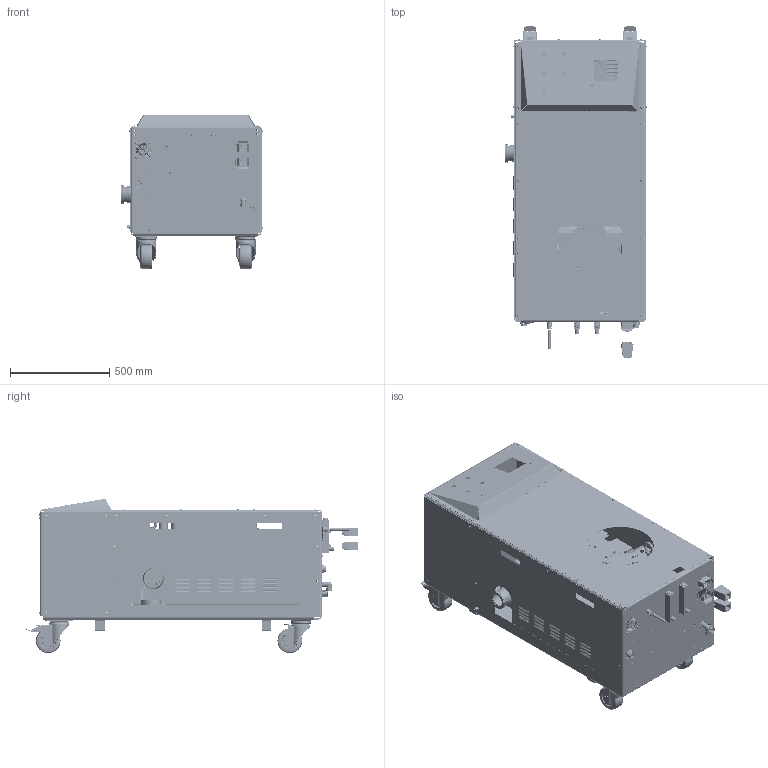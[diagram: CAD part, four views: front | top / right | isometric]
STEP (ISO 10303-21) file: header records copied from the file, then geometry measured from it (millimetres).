
FILE_DESCRIPTION(('STEP AP203'), '1');
FILE_NAME('Äëÿ ïîòðåáèòåëÿ ÍÂÂ-650Ì', '', ('UNSPECIFIED'), ('UNSPECIFIED'), 'C3D Converter', 'C3D Toolkit', '');
FILE_SCHEMA(('CONFIG_CONTROL_DESIGN'));
Length unit declared in the file: millimetre
Bounding box: 713.3 x 1675.26 x 778.67 mm (x, y, z)
Surface area: 10779277.5 mm2 (no closed solid volume)
Topology: 0 solids, 1488 shells, 1488 faces, 13179 edges, 12759 vertices
Faces by surface type: plane 721, cylinder 406, torus 122, bspline 106, cone 75, sphere 58
Full cylindrical faces by diameter (mm): 1.5 x3, 2 x2, 2.459 x2, 4 x2, 4.917 x1, 5 x2, 6 x5, 6.647 x1, 7 x3, 8 x4, 9 x2, 9.5 x1, 10 x34, 11.835 x4, 12 x7, 13 x13, 13.835 x3, 15 x3, 15.2 x1, 16 x4, 17 x4, 19 x1, 20 x2, 20.955 x4, 21 x1, 22 x2, 22.5 x2, 24 x1, 24.118 x3, 24.3 x1
Entity records: 251872 total; most frequent: CARTESIAN_POINT 141910, DIRECTION 14769, ORIENTED_EDGE 12749, EDGE_CURVE 12749, VERTEX_POINT 12749, LINE 5667, VECTOR 5667, AXIS2_PLACEMENT_3D 4551
